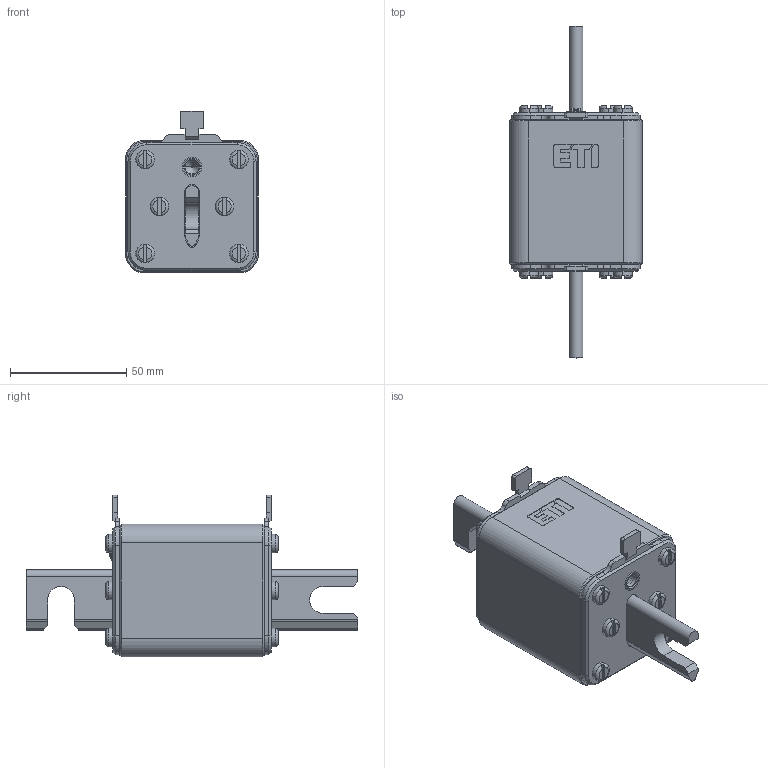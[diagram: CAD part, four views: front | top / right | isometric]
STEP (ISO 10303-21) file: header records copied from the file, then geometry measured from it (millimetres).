
FILE_DESCRIPTION((''),'2;1');
FILE_NAME('004334109_NHS2_110_UQ_ASM-2_ASM','2025-03-19T13:52:20',('klemen.sitar'),('Audax d.o.o.'),'CREO PARAMETRIC BY PTC INC, 2021304','CREO PARAMETRIC BY PTC INC, 2021304','');
FILE_SCHEMA(('AP242_MANAGED_MODEL_BASED_3D_ENGINEERING_MIM_LF { 1 0 10303 442 1 1 4 }'));
Length unit declared in the file: millimetre
Products named in the file (13): 0000033370_2; 0000033367_1; 0000033276_1; 0000033204_2; 0000033202_1; 0000033211_ASM_1_ASM; 0000033200_1; 0000033208_ASM_1_ASM; 0000016201_2; 0000033047_1; 0000033044_1; 0000032608_1; 004334109_NHS2_110_UQ_ASM-2_ASM
Assembly tree (26 placements, depth 3):
  004334109_NHS2_110_UQ_ASM-2_ASM
    0000033370_2
    0000033367_1  x2
    0000033276_1  x2
    0000033211_ASM_1_ASM
      0000033204_2
      0000033202_1
    0000033208_ASM_1_ASM
      0000033204_2
      0000033200_1
    0000016201_2
    0000033047_1
    0000033044_1
    0000032608_1  x12
Bounding box: 57 x 142.6 x 69.5 mm (x, y, z)
Volume: 144790.7 mm3; surface area: 66056.3 mm2
Topology: 24 solids, 36 shells, 831 faces, 2090 edges, 1329 vertices
Faces by surface type: plane 345, cylinder 290, cone 128, torus 60, bspline 4, sphere 4
Entity records: 20576 total; most frequent: CARTESIAN_POINT 3415, DIRECTION 2776, ORIENTED_EDGE 2448, PRESENTATION_STYLE_ASSIGNMENT 1267, STYLED_ITEM 1264, CURVE_STYLE 1244, EDGE_CURVE 1244, AXIS2_PLACEMENT_3D 1049
